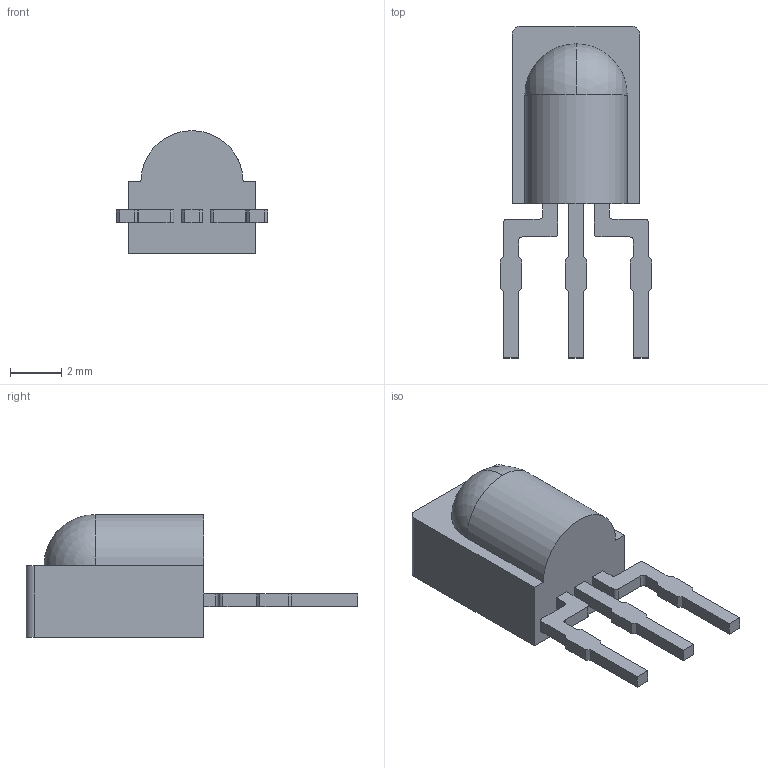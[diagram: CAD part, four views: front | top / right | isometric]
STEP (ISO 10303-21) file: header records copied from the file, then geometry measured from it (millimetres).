
FILE_DESCRIPTION (( 'STEP AP214' ), '1' );
FILE_NAME ('TSOP384xx_short_legs.step', '2020-12-07T12:10:42+00:00', 'Stefan Hamminga', '', '', '', '');
FILE_SCHEMA (( 'AUTOMOTIVE_DESIGN' ));
Length unit declared in the file: millimetre
Products named in the file (1): TSOP384xx_short_legs
Bounding box: 5.93 x 12.98 x 4.8 mm (x, y, z)
Volume: 139.1 mm3; surface area: 208.2 mm2
Topology: 4 solids, 4 shells, 69 faces, 185 edges, 122 vertices
Faces by surface type: plane 56, cylinder 11, sphere 2
Entity records: 2184 total; most frequent: CARTESIAN_POINT 375, ORIENTED_EDGE 366, DIRECTION 349, EDGE_CURVE 183, VECTOR 157, LINE 157, VERTEX_POINT 122, AXIS2_PLACEMENT_3D 96
